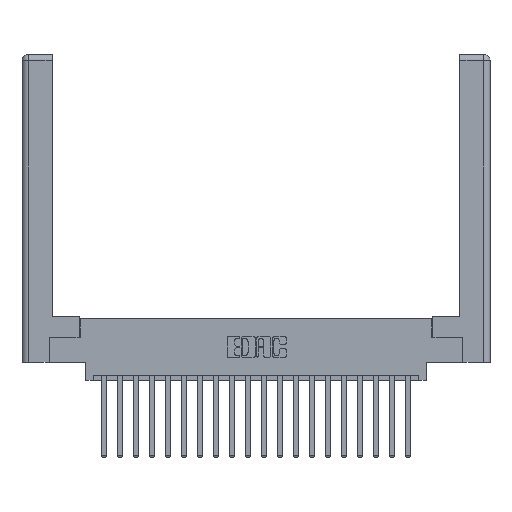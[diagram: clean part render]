
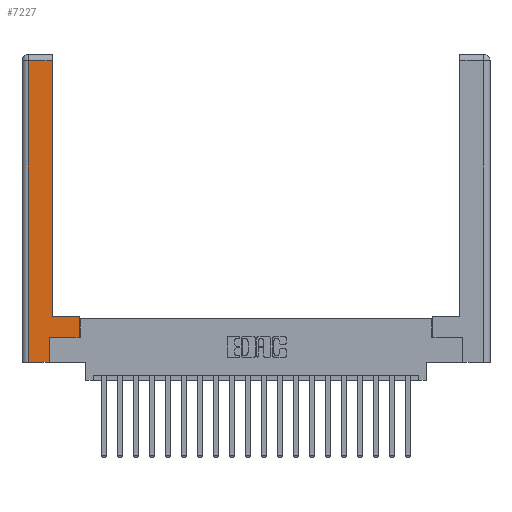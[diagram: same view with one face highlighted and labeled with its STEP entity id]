
A CAD part, top view. The second image highlights one B-rep face of the part: STEP entity #7227.
In plain terms, the highlighted planar face has unit normal (0, 0, 1).
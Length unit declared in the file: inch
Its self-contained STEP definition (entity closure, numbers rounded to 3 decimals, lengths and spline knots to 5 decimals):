
#80 = ORIENTED_EDGE ( 'NONE', *, *, #14329, .T. ) ;
#506 = CARTESIAN_POINT ( 'NONE',  ( 0.565, 0.245, 0. ) ) ;
#681 = CARTESIAN_POINT ( 'NONE',  ( 0.265, 0., 0. ) ) ;
#851 = EDGE_CURVE ( 'NONE', #16448, #6815, #2274, .T. ) ;
#950 = VERTEX_POINT ( 'NONE', #19110 ) ;
#1076 = PLANE ( 'NONE',  #17833 ) ;
#1138 = LINE ( 'NONE', #17953, #9998 ) ;
#1452 = CARTESIAN_POINT ( 'NONE',  ( 0.265, 0.245, 0. ) ) ;
#1905 = DIRECTION ( 'NONE',  ( 0., 1., 0. ) ) ;
#1978 = VECTOR ( 'NONE', #8005, 39.37008 ) ;
#2274 = LINE ( 'NONE', #3214, #7077 ) ;
#2477 = ORIENTED_EDGE ( 'NONE', *, *, #13527, .T. ) ;
#2814 = VECTOR ( 'NONE', #2831, 39.37008 ) ;
#2831 = DIRECTION ( 'NONE',  ( 1., 0., 0. ) ) ;
#2883 = EDGE_CURVE ( 'NONE', #950, #16448, #3693, .T. ) ;
#3052 = FACE_OUTER_BOUND ( 'NONE', #9947, .T. ) ;
#3192 = CARTESIAN_POINT ( 'NONE',  ( 0.0615, 0., 0. ) ) ;
#3214 = CARTESIAN_POINT ( 'NONE',  ( 0.0615, 2.94, 0. ) ) ;
#3288 = LINE ( 'NONE', #3192, #18989 ) ;
#3661 = CARTESIAN_POINT ( 'NONE',  ( 0.565, 0.45, 0. ) ) ;
#3693 = LINE ( 'NONE', #19821, #9548 ) ;
#4247 = ORIENTED_EDGE ( 'NONE', *, *, #10316, .T. ) ;
#4671 = VERTEX_POINT ( 'NONE', #16445 ) ;
#5351 = ORIENTED_EDGE ( 'NONE', *, *, #14398, .T. ) ;
#5901 = CARTESIAN_POINT ( 'NONE',  ( 0.295, 0.45, 0. ) ) ;
#6239 = CARTESIAN_POINT ( 'NONE',  ( 0.565, 0.245, 0. ) ) ;
#6310 = VERTEX_POINT ( 'NONE', #8684 ) ;
#6815 = VERTEX_POINT ( 'NONE', #19661 ) ;
#7077 = VECTOR ( 'NONE', #9739, 39.37008 ) ;
#7102 = LINE ( 'NONE', #6239, #2814 ) ;
#7227 = ADVANCED_FACE ( 'NONE', ( #3052 ), #1076, .F. ) ;
#7270 = DIRECTION ( 'NONE',  ( -1., 0., 0. ) ) ;
#8005 = DIRECTION ( 'NONE',  ( 0., 1., 0. ) ) ;
#8311 = LINE ( 'NONE', #5901, #18195 ) ;
#8545 = VERTEX_POINT ( 'NONE', #14925 ) ;
#8684 = CARTESIAN_POINT ( 'NONE',  ( 0.265, 0., 0. ) ) ;
#9007 = DIRECTION ( 'NONE',  ( 1., 0., 0. ) ) ;
#9086 = DIRECTION ( 'NONE',  ( -1., 0., 0. ) ) ;
#9548 = VECTOR ( 'NONE', #1905, 39.37008 ) ;
#9739 = DIRECTION ( 'NONE',  ( -1., 0., 0. ) ) ;
#9742 = VECTOR ( 'NONE', #9007, 39.37008 ) ;
#9744 = CARTESIAN_POINT ( 'NONE',  ( 0.295, 2.94, 0. ) ) ;
#9947 = EDGE_LOOP ( 'NONE', ( #20239, #19219, #2477, #4247, #5351, #10461, #19107, #80 ) ) ;
#9949 = EDGE_CURVE ( 'NONE', #12588, #14183, #1138, .T. ) ;
#9998 = VECTOR ( 'NONE', #13007, 39.37008 ) ;
#10316 = EDGE_CURVE ( 'NONE', #8545, #6310, #20369, .T. ) ;
#10461 = ORIENTED_EDGE ( 'NONE', *, *, #12360, .T. ) ;
#12360 = EDGE_CURVE ( 'NONE', #4671, #12588, #7102, .T. ) ;
#12588 = VERTEX_POINT ( 'NONE', #506 ) ;
#13007 = DIRECTION ( 'NONE',  ( 0., 1., 0. ) ) ;
#13527 = EDGE_CURVE ( 'NONE', #6815, #8545, #3288, .T. ) ;
#14183 = VERTEX_POINT ( 'NONE', #3661 ) ;
#14329 = EDGE_CURVE ( 'NONE', #14183, #950, #8311, .T. ) ;
#14398 = EDGE_CURVE ( 'NONE', #6310, #4671, #20704, .T. ) ;
#14521 = DIRECTION ( 'NONE',  ( 0., -1., 0. ) ) ;
#14925 = CARTESIAN_POINT ( 'NONE',  ( 0.0615, 0., 0. ) ) ;
#15556 = CARTESIAN_POINT ( 'NONE',  ( 0., 0., 0. ) ) ;
#16445 = CARTESIAN_POINT ( 'NONE',  ( 0.265, 0.245, 0. ) ) ;
#16448 = VERTEX_POINT ( 'NONE', #9744 ) ;
#17833 = AXIS2_PLACEMENT_3D ( 'NONE', #15556, #20395, #7270 ) ;
#17953 = CARTESIAN_POINT ( 'NONE',  ( 0.565, 0.45, 0. ) ) ;
#18195 = VECTOR ( 'NONE', #9086, 39.37008 ) ;
#18989 = VECTOR ( 'NONE', #14521, 39.37008 ) ;
#19107 = ORIENTED_EDGE ( 'NONE', *, *, #9949, .T. ) ;
#19110 = CARTESIAN_POINT ( 'NONE',  ( 0.295, 0.45, 0. ) ) ;
#19219 = ORIENTED_EDGE ( 'NONE', *, *, #851, .T. ) ;
#19661 = CARTESIAN_POINT ( 'NONE',  ( 0.0615, 2.94, 0. ) ) ;
#19821 = CARTESIAN_POINT ( 'NONE',  ( 0.295, 3., 0. ) ) ;
#20239 = ORIENTED_EDGE ( 'NONE', *, *, #2883, .T. ) ;
#20369 = LINE ( 'NONE', #681, #9742 ) ;
#20395 = DIRECTION ( 'NONE',  ( 0., 0., -1. ) ) ;
#20704 = LINE ( 'NONE', #1452, #1978 ) ;
